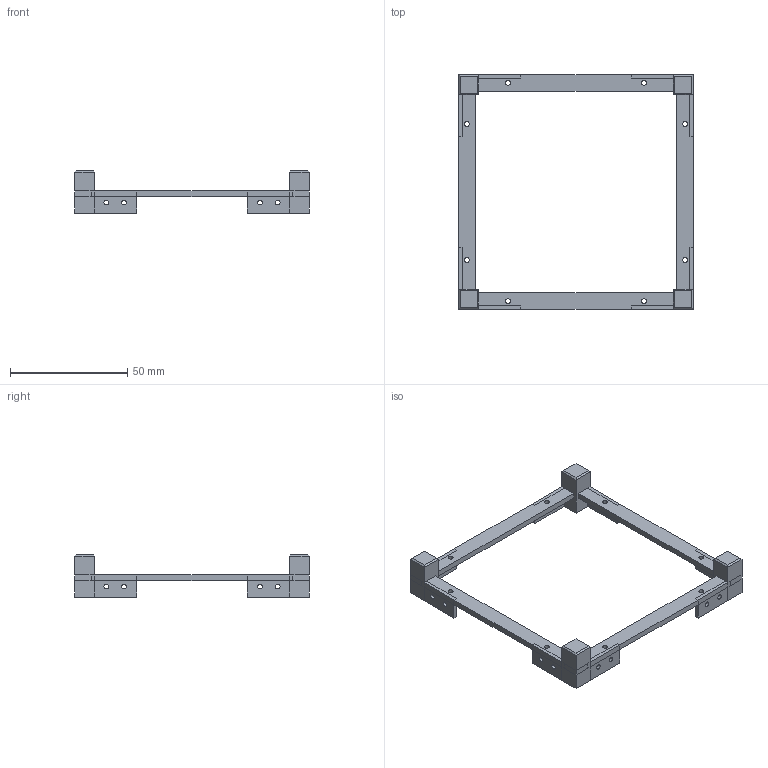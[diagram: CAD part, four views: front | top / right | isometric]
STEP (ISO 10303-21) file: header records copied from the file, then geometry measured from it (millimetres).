
FILE_DESCRIPTION(('FreeCAD Model'),'2;1');
FILE_NAME('Open CASCADE Shape Model','2023-11-06T14:23:30',('Author'),( ''),'Open CASCADE STEP processor 7.6','FreeCAD','Unknown');
FILE_SCHEMA(('AUTOMOTIVE_DESIGN { 1 0 10303 214 1 1 1 1 }'));
Length unit declared in the file: millimetre
Products named in the file (1): union
Bounding box: 100 x 100 x 18 mm (x, y, z)
Volume: 12354.1 mm3; surface area: 11283.2 mm2
Topology: 1 solids, 1 shells, 152 faces, 376 edges, 224 vertices
Faces by surface type: plane 128, cylinder 24
Full cylindrical faces by diameter (mm): 2.05 x24
Entity records: 9282 total; most frequent: CARTESIAN_POINT 1869, DIRECTION 1278, LINE 860, VECTOR 860, ORIENTED_EDGE 752, PCURVE 752, DEFINITIONAL_REPRESENTATION 752, EDGE_CURVE 376
